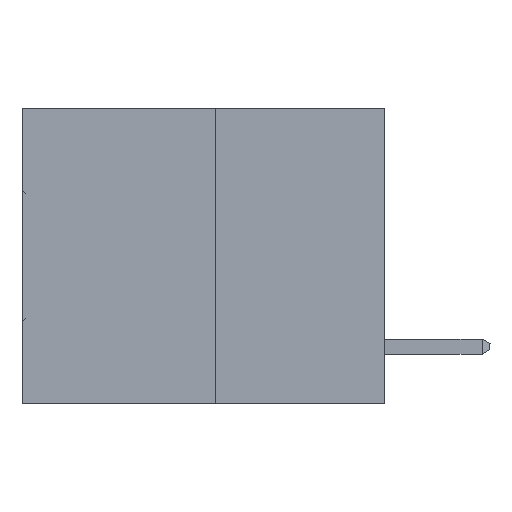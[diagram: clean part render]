
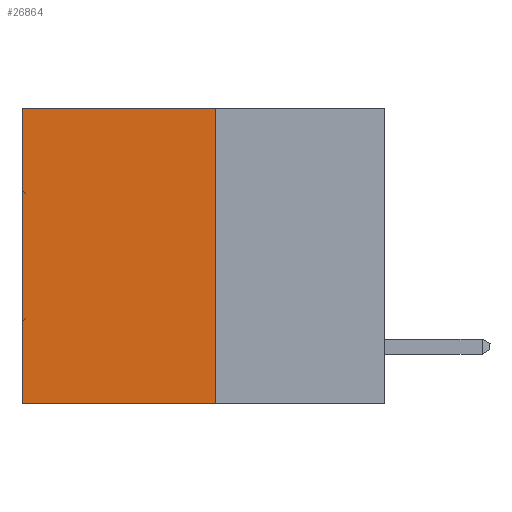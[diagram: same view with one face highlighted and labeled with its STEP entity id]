
A CAD part, left-side view. The second image highlights one B-rep face of the part: STEP entity #26864.
In plain terms, the highlighted planar face has unit normal (-1, 0, 0).
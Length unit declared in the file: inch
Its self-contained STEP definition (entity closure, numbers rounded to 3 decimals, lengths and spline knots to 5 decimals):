
#409 = VERTEX_POINT ( 'NONE', #25163 ) ;
#1359 = CARTESIAN_POINT ( 'NONE',  ( 0.3165, 0.28, -0.49 ) ) ;
#2793 = DIRECTION ( 'NONE',  ( 0., 1., 0. ) ) ;
#3239 = EDGE_CURVE ( 'NONE', #31056, #9421, #6871, .T. ) ;
#3254 = VECTOR ( 'NONE', #18281, 39.37008 ) ;
#6363 = AXIS2_PLACEMENT_3D ( 'NONE', #1359, #19729, #27477 ) ;
#6402 = PLANE ( 'NONE',  #6363 ) ;
#6516 = ORIENTED_EDGE ( 'NONE', *, *, #28164, .F. ) ;
#6871 = LINE ( 'NONE', #28040, #13032 ) ;
#9421 = VERTEX_POINT ( 'NONE', #11877 ) ;
#11877 = CARTESIAN_POINT ( 'NONE',  ( 0.3165, 0.6, -0.49 ) ) ;
#12361 = LINE ( 'NONE', #31442, #34360 ) ;
#12728 = DIRECTION ( 'NONE',  ( 0., 1., 0. ) ) ;
#13032 = VECTOR ( 'NONE', #17264, 39.37008 ) ;
#16667 = EDGE_CURVE ( 'NONE', #29809, #31056, #27435, .T. ) ;
#17264 = DIRECTION ( 'NONE',  ( 0., 0., -1. ) ) ;
#18281 = DIRECTION ( 'NONE',  ( 0., 0., -1. ) ) ;
#19348 = ORIENTED_EDGE ( 'NONE', *, *, #16667, .T. ) ;
#19513 = EDGE_LOOP ( 'NONE', ( #20906, #29636, #6516, #19348 ) ) ;
#19729 = DIRECTION ( 'NONE',  ( 1., 0., 0. ) ) ;
#20126 = FACE_OUTER_BOUND ( 'NONE', #19513, .T. ) ;
#20400 = VECTOR ( 'NONE', #2793, 39.37008 ) ;
#20595 = CARTESIAN_POINT ( 'NONE',  ( 0.3165, 0.28, 0. ) ) ;
#20906 = ORIENTED_EDGE ( 'NONE', *, *, #3239, .T. ) ;
#21474 = CARTESIAN_POINT ( 'NONE',  ( 0.3165, 0.28, 0. ) ) ;
#24185 = CARTESIAN_POINT ( 'NONE',  ( 0.3165, 0.28, -0.49 ) ) ;
#24873 = EDGE_CURVE ( 'NONE', #409, #9421, #12361, .T. ) ;
#25163 = CARTESIAN_POINT ( 'NONE',  ( 0.3165, 0.28, -0.49 ) ) ;
#25297 = LINE ( 'NONE', #24185, #3254 ) ;
#25856 = CARTESIAN_POINT ( 'NONE',  ( 0.3165, 0.6, 0. ) ) ;
#26864 = ADVANCED_FACE ( 'NONE', ( #20126 ), #6402, .F. ) ;
#27435 = LINE ( 'NONE', #21474, #20400 ) ;
#27477 = DIRECTION ( 'NONE',  ( 0., 0., -1. ) ) ;
#28040 = CARTESIAN_POINT ( 'NONE',  ( 0.3165, 0.6, -0.49 ) ) ;
#28164 = EDGE_CURVE ( 'NONE', #29809, #409, #25297, .T. ) ;
#29636 = ORIENTED_EDGE ( 'NONE', *, *, #24873, .F. ) ;
#29809 = VERTEX_POINT ( 'NONE', #20595 ) ;
#31056 = VERTEX_POINT ( 'NONE', #25856 ) ;
#31442 = CARTESIAN_POINT ( 'NONE',  ( 0.3165, 0.28, -0.49 ) ) ;
#34360 = VECTOR ( 'NONE', #12728, 39.37008 ) ;
